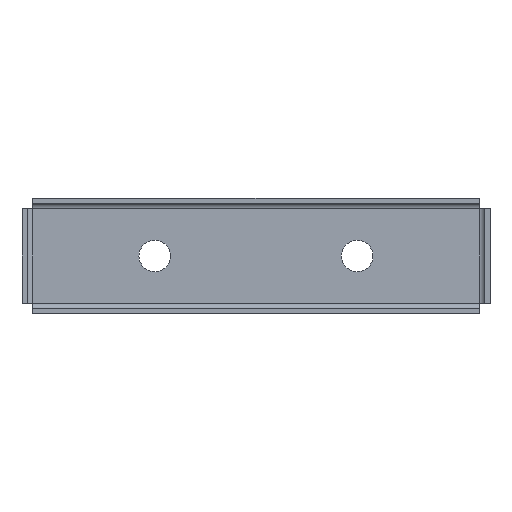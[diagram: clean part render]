
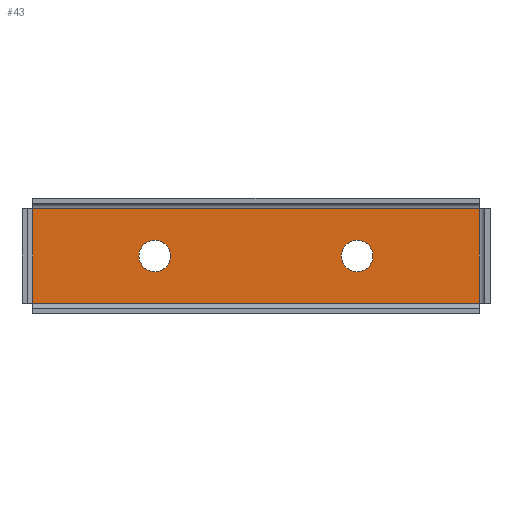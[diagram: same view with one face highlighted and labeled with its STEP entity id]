
A CAD part, front view. The second image highlights one B-rep face of the part: STEP entity #43.
In plain terms, the highlighted planar face has unit normal (0, -1, 0).
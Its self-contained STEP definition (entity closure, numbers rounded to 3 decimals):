
#43 = ADVANCED_FACE ( 'NONE', ( #1627, #1624, #1628 ), #2134, .F. ) ;
#120 = AXIS2_PLACEMENT_3D ( 'NONE', #1382, #1381, #1380 ) ;
#121 = AXIS2_PLACEMENT_3D ( 'NONE', #1379, #1377, #1376 ) ;
#166 = CIRCLE ( 'NONE', #120, 6. ) ;
#186 = VECTOR ( 'NONE', #1386, 1000. ) ;
#188 = LINE ( 'NONE', #1372, #191 ) ;
#189 = LINE ( 'NONE', #1389, #186 ) ;
#191 = VECTOR ( 'NONE', #1371, 1000. ) ;
#192 = CIRCLE ( 'NONE', #121, 6. ) ;
#193 = VECTOR ( 'NONE', #1373, 1000. ) ;
#194 = VECTOR ( 'NONE', #1375, 1000. ) ;
#195 = LINE ( 'NONE', #1384, #193 ) ;
#196 = LINE ( 'NONE', #1388, #194 ) ;
#228 = AXIS2_PLACEMENT_3D ( 'NONE', #2136, #2140, #2132 ) ;
#781 = CARTESIAN_POINT ( 'NONE',  ( -85., -2., -18. ) ) ;
#1148 = EDGE_LOOP ( 'NONE', ( #1860 ) ) ;
#1166 = EDGE_LOOP ( 'NONE', ( #1894 ) ) ;
#1168 = EDGE_LOOP ( 'NONE', ( #1861, #1849, #1847, #1824 ) ) ;
#1233 = VERTEX_POINT ( 'NONE', #2171 ) ;
#1234 = VERTEX_POINT ( 'NONE', #2172 ) ;
#1320 = CARTESIAN_POINT ( 'NONE',  ( 85., -2., -18. ) ) ;
#1356 = CARTESIAN_POINT ( 'NONE',  ( -85., -2., 18. ) ) ;
#1371 = DIRECTION ( 'NONE',  ( 1., 0., 0. ) ) ;
#1372 = CARTESIAN_POINT ( 'NONE',  ( -85., -2., 18. ) ) ;
#1373 = DIRECTION ( 'NONE',  ( 0., 0., -1. ) ) ;
#1375 = DIRECTION ( 'NONE',  ( 1., 0., 0. ) ) ;
#1376 = DIRECTION ( 'NONE',  ( -1., 0., 0. ) ) ;
#1377 = DIRECTION ( 'NONE',  ( 0., -1., 0. ) ) ;
#1379 = CARTESIAN_POINT ( 'NONE',  ( -38.5, -2., 0. ) ) ;
#1380 = DIRECTION ( 'NONE',  ( -1., 0., 0. ) ) ;
#1381 = DIRECTION ( 'NONE',  ( 0., -1., 0. ) ) ;
#1382 = CARTESIAN_POINT ( 'NONE',  ( 38.5, -2., 0. ) ) ;
#1384 = CARTESIAN_POINT ( 'NONE',  ( 85., -2., 18. ) ) ;
#1386 = DIRECTION ( 'NONE',  ( 0., 0., -1. ) ) ;
#1388 = CARTESIAN_POINT ( 'NONE',  ( -85., -2., -18. ) ) ;
#1389 = CARTESIAN_POINT ( 'NONE',  ( -85., -2., 18. ) ) ;
#1391 = CARTESIAN_POINT ( 'NONE',  ( 85., -2., 18. ) ) ;
#1624 = FACE_BOUND ( 'NONE', #1148, .T. ) ;
#1627 = FACE_BOUND ( 'NONE', #1166, .T. ) ;
#1628 = FACE_OUTER_BOUND ( 'NONE', #1168, .T. ) ;
#1730 = VERTEX_POINT ( 'NONE', #781 ) ;
#1771 = VERTEX_POINT ( 'NONE', #1391 ) ;
#1781 = VERTEX_POINT ( 'NONE', #1356 ) ;
#1792 = VERTEX_POINT ( 'NONE', #1320 ) ;
#1824 = ORIENTED_EDGE ( 'NONE', *, *, #2073, .T. ) ;
#1847 = ORIENTED_EDGE ( 'NONE', *, *, #2078, .F. ) ;
#1849 = ORIENTED_EDGE ( 'NONE', *, *, #2077, .F. ) ;
#1860 = ORIENTED_EDGE ( 'NONE', *, *, #2075, .F. ) ;
#1861 = ORIENTED_EDGE ( 'NONE', *, *, #2076, .T. ) ;
#1894 = ORIENTED_EDGE ( 'NONE', *, *, #2074, .F. ) ;
#2073 = EDGE_CURVE ( 'NONE', #1781, #1730, #189, .T. ) ;
#2074 = EDGE_CURVE ( 'NONE', #1234, #1234, #166, .T. ) ;
#2075 = EDGE_CURVE ( 'NONE', #1233, #1233, #192, .T. ) ;
#2076 = EDGE_CURVE ( 'NONE', #1730, #1792, #196, .T. ) ;
#2077 = EDGE_CURVE ( 'NONE', #1771, #1792, #195, .T. ) ;
#2078 = EDGE_CURVE ( 'NONE', #1781, #1771, #188, .T. ) ;
#2132 = DIRECTION ( 'NONE',  ( -1., 0., 0. ) ) ;
#2134 = PLANE ( 'NONE',  #228 ) ;
#2136 = CARTESIAN_POINT ( 'NONE',  ( -85., -2., 18. ) ) ;
#2140 = DIRECTION ( 'NONE',  ( 0., 1., 0. ) ) ;
#2171 = CARTESIAN_POINT ( 'NONE',  ( -44.5, -2., 0. ) ) ;
#2172 = CARTESIAN_POINT ( 'NONE',  ( 32.5, -2., 0. ) ) ;
